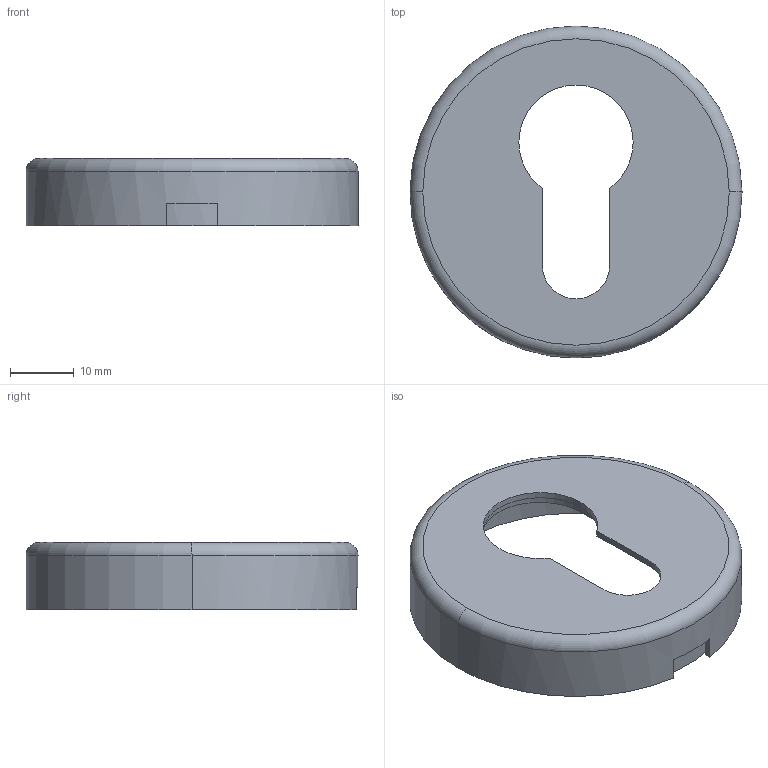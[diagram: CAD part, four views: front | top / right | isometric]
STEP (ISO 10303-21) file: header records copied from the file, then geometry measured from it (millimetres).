
FILE_DESCRIPTION (( 'STEP AP203' ), '1' );
FILE_NAME ('301-R.STEP', '2021-03-04T15:52:53', ( '' ), ( '' ), 'SwSTEP 2.0', 'SolidWorks 2018', '' );
FILE_SCHEMA (( 'CONFIG_CONTROL_DESIGN' ));
Length unit declared in the file: millimetre
Products named in the file (5): 30X-R Teil2_301-R Teil2; 30X-R Teil1_301-R Teil1; 301-R; 30X-R Teil2; 30X-R Teil1
Assembly tree (2 placements, depth 2):
  301-R
    30X-R Teil2_301-R Teil2
    30X-R Teil1_301-R Teil1
  30X-R Teil2
  30X-R Teil1
Bounding box: 52 x 52 x 10.5 mm (x, y, z)
Volume: 5714.4 mm3; surface area: 11956.8 mm2
Topology: 2 solids, 2 shells, 289 faces, 794 edges, 524 vertices
Faces by surface type: plane 149, bspline 96, cylinder 26, torus 18
Entity records: 14455 total; most frequent: CARTESIAN_POINT 7349, ORIENTED_EDGE 1588, DIRECTION 1018, EDGE_CURVE 794, VERTEX_POINT 524, LINE 464, VECTOR 464, EDGE_LOOP 312
